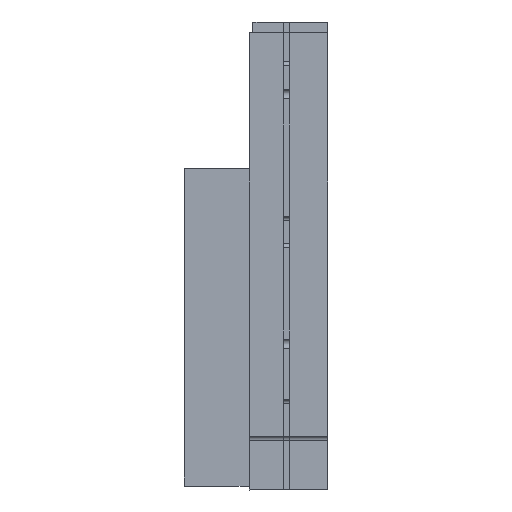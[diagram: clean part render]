
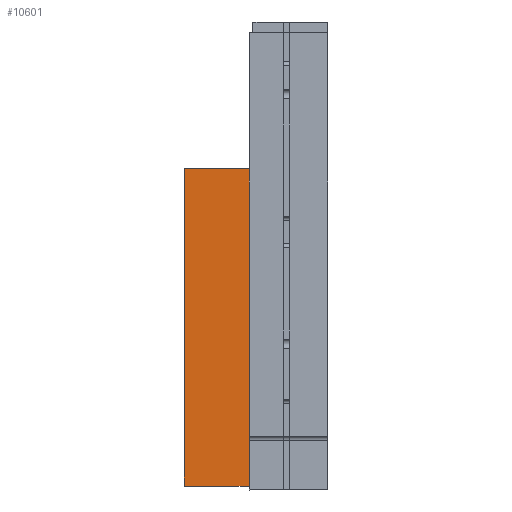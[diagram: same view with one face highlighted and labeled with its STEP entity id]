
A CAD part, left-side view. The second image highlights one B-rep face of the part: STEP entity #10601.
In plain terms, the highlighted planar face has unit normal (-1, 0, 0).
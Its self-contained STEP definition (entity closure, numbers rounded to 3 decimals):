
#839 = EDGE_LOOP ( 'NONE', ( #26913, #6644, #16325, #3520, #12514, #19392, #4552, #10761 ) ) ;
#1427 = CARTESIAN_POINT ( 'NONE',  ( 30.873, 7.85, 291545. ) ) ;
#1849 = LINE ( 'NONE', #6155, #22989 ) ;
#2095 = DIRECTION ( 'NONE',  ( 0., -1., 0. ) ) ;
#3216 = VERTEX_POINT ( 'NONE', #11638 ) ;
#3483 = CARTESIAN_POINT ( 'NONE',  ( 30.873, 6.35, -9.117 ) ) ;
#3520 = ORIENTED_EDGE ( 'NONE', *, *, #10824, .T. ) ;
#4018 = CARTESIAN_POINT ( 'NONE',  ( 30.873, 16.35, 10.565 ) ) ;
#4552 = ORIENTED_EDGE ( 'NONE', *, *, #6921, .F. ) ;
#5828 = CARTESIAN_POINT ( 'NONE',  ( 30.873, 16.35, 10.565 ) ) ;
#6155 = CARTESIAN_POINT ( 'NONE',  ( 30.873, 16.35, 291545. ) ) ;
#6286 = EDGE_CURVE ( 'NONE', #12903, #27440, #25433, .T. ) ;
#6578 = VECTOR ( 'NONE', #16148, 1000. ) ;
#6603 = EDGE_CURVE ( 'NONE', #3216, #20800, #9066, .T. ) ;
#6644 = ORIENTED_EDGE ( 'NONE', *, *, #6286, .F. ) ;
#6921 = EDGE_CURVE ( 'NONE', #7604, #3216, #16250, .T. ) ;
#7463 = EDGE_CURVE ( 'NONE', #20800, #10820, #20724, .T. ) ;
#7581 = CARTESIAN_POINT ( 'NONE',  ( 30.873, 16.35, -30.997 ) ) ;
#7604 = VERTEX_POINT ( 'NONE', #3483 ) ;
#7630 = VECTOR ( 'NONE', #9283, 1000. ) ;
#8991 = AXIS2_PLACEMENT_3D ( 'NONE', #21307, #25476, #14830 ) ;
#9066 = LINE ( 'NONE', #11156, #18640 ) ;
#9283 = DIRECTION ( 'NONE',  ( 0., -1., 0. ) ) ;
#9697 = VECTOR ( 'NONE', #2095, 1000. ) ;
#10234 = VECTOR ( 'NONE', #11737, 1000. ) ;
#10380 = DIRECTION ( 'NONE',  ( 0., 0., -1. ) ) ;
#10601 = ADVANCED_FACE ( 'NONE', ( #26878 ), #21164, .T. ) ;
#10761 = ORIENTED_EDGE ( 'NONE', *, *, #21090, .T. ) ;
#10820 = VERTEX_POINT ( 'NONE', #22240 ) ;
#10824 = EDGE_CURVE ( 'NONE', #25738, #10820, #11229, .T. ) ;
#11156 = CARTESIAN_POINT ( 'NONE',  ( 30.873, 6.35, -18.067 ) ) ;
#11229 = LINE ( 'NONE', #7581, #7630 ) ;
#11638 = CARTESIAN_POINT ( 'NONE',  ( 30.873, 6.35, -18.067 ) ) ;
#11686 = LINE ( 'NONE', #27190, #6578 ) ;
#11737 = DIRECTION ( 'NONE',  ( 0., 0., -1. ) ) ;
#12026 = CARTESIAN_POINT ( 'NONE',  ( 30.873, 16.35, -30.997 ) ) ;
#12514 = ORIENTED_EDGE ( 'NONE', *, *, #7463, .F. ) ;
#12842 = VECTOR ( 'NONE', #26338, 1000. ) ;
#12903 = VERTEX_POINT ( 'NONE', #5828 ) ;
#14475 = CARTESIAN_POINT ( 'NONE',  ( 30.873, 7.85, -18.067 ) ) ;
#14667 = DIRECTION ( 'NONE',  ( 0., 0., -1. ) ) ;
#14830 = DIRECTION ( 'NONE',  ( 0., 0., 1. ) ) ;
#15395 = LINE ( 'NONE', #20293, #10234 ) ;
#15838 = CARTESIAN_POINT ( 'NONE',  ( 30.873, 6.35, -18.067 ) ) ;
#16148 = DIRECTION ( 'NONE',  ( 0., 1., 0. ) ) ;
#16250 = LINE ( 'NONE', #15838, #12842 ) ;
#16325 = ORIENTED_EDGE ( 'NONE', *, *, #19325, .T. ) ;
#17868 = DIRECTION ( 'NONE',  ( 0., 1., 0. ) ) ;
#18052 = CARTESIAN_POINT ( 'NONE',  ( 30.873, 7.85, -9.117 ) ) ;
#18640 = VECTOR ( 'NONE', #17868, 1000. ) ;
#19325 = EDGE_CURVE ( 'NONE', #12903, #25738, #1849, .T. ) ;
#19392 = ORIENTED_EDGE ( 'NONE', *, *, #6603, .F. ) ;
#19527 = VERTEX_POINT ( 'NONE', #18052 ) ;
#20293 = CARTESIAN_POINT ( 'NONE',  ( 30.873, 7.85, 291545. ) ) ;
#20724 = LINE ( 'NONE', #1427, #23131 ) ;
#20800 = VERTEX_POINT ( 'NONE', #14475 ) ;
#21090 = EDGE_CURVE ( 'NONE', #7604, #19527, #11686, .T. ) ;
#21164 = PLANE ( 'NONE',  #8991 ) ;
#21307 = CARTESIAN_POINT ( 'NONE',  ( 30.873, 16.35, 291545. ) ) ;
#21792 = CARTESIAN_POINT ( 'NONE',  ( 30.873, 7.85, 10.565 ) ) ;
#22240 = CARTESIAN_POINT ( 'NONE',  ( 30.873, 7.85, -30.997 ) ) ;
#22989 = VECTOR ( 'NONE', #14667, 1000. ) ;
#23131 = VECTOR ( 'NONE', #10380, 1000. ) ;
#23738 = EDGE_CURVE ( 'NONE', #27440, #19527, #15395, .T. ) ;
#25433 = LINE ( 'NONE', #4018, #9697 ) ;
#25476 = DIRECTION ( 'NONE',  ( -1., 0., 0. ) ) ;
#25738 = VERTEX_POINT ( 'NONE', #12026 ) ;
#26338 = DIRECTION ( 'NONE',  ( 0., 0., -1. ) ) ;
#26878 = FACE_OUTER_BOUND ( 'NONE', #839, .T. ) ;
#26913 = ORIENTED_EDGE ( 'NONE', *, *, #23738, .F. ) ;
#27190 = CARTESIAN_POINT ( 'NONE',  ( 30.873, 6.35, -9.117 ) ) ;
#27440 = VERTEX_POINT ( 'NONE', #21792 ) ;
